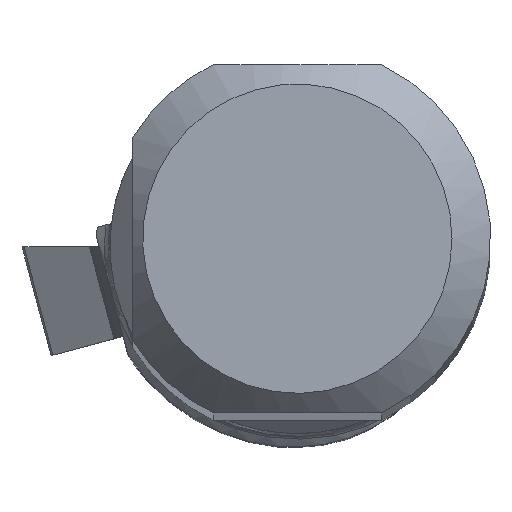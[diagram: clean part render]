
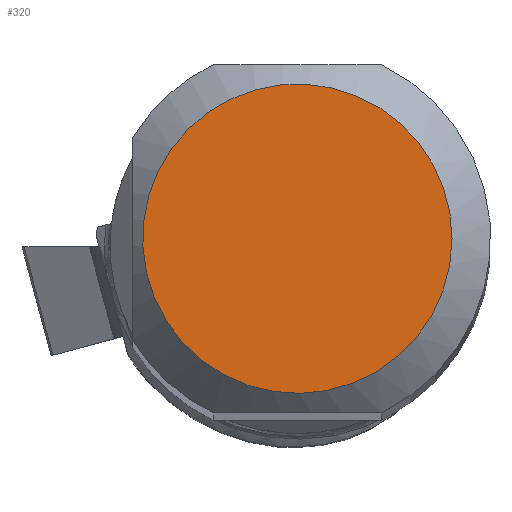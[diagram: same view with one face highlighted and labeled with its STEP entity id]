
A CAD part, top view. The second image highlights one B-rep face of the part: STEP entity #320.
In plain terms, the highlighted planar face has unit normal (0, 0, 1).
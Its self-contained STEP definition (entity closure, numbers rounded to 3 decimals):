
#233=CIRCLE('',#2309,7.991);
#320=ADVANCED_FACE('CU_SU_BP3',(#476),#384,.T.);
#384=PLANE('',#2310);
#476=FACE_OUTER_BOUND('',#584,.T.);
#584=EDGE_LOOP('',(#1141));
#1141=ORIENTED_EDGE('',*,*,#1728,.T.);
#1447=VERTEX_POINT('',#4441);
#1728=EDGE_CURVE('',#1447,#1447,#233,.T.);
#2309=AXIS2_PLACEMENT_3D('',#4440,#2815,#2816);
#2310=AXIS2_PLACEMENT_3D('',#4442,#2817,#2818);
#2815=DIRECTION('',(0.,0.,1.));
#2816=DIRECTION('',(1.,0.,0.));
#2817=DIRECTION('',(0.,0.,1.));
#2818=DIRECTION('',(1.,0.,0.));
#4440=CARTESIAN_POINT('',(0.,0.,0.));
#4441=CARTESIAN_POINT('',(7.991,0.,0.));
#4442=CARTESIAN_POINT('',(0.,0.,
0.));
